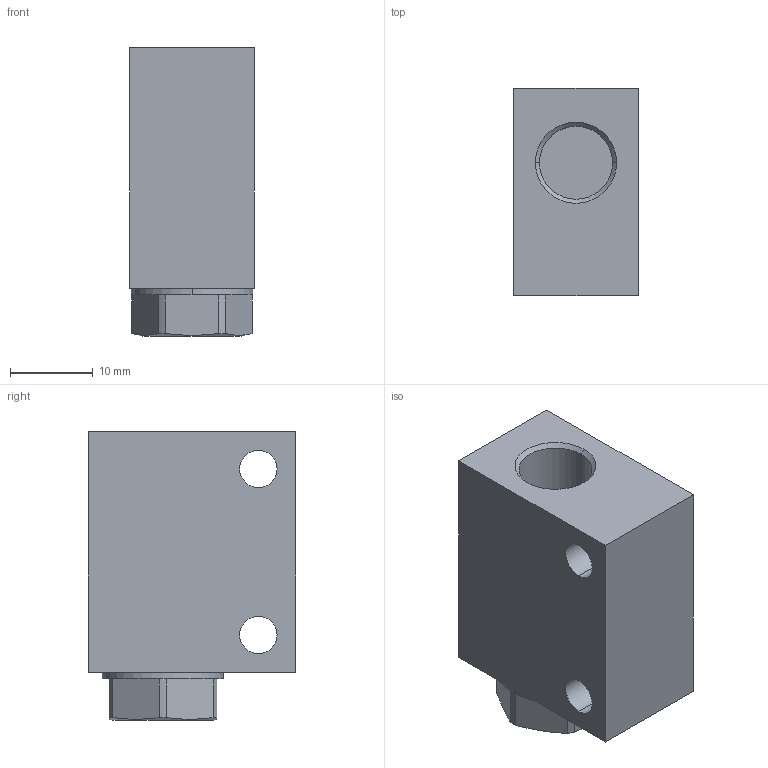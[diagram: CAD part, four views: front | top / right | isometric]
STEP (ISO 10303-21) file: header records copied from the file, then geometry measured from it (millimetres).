
FILE_DESCRIPTION (( 'STEP AP214' ), '1' );
FILE_NAME ('08_133_4.STEP', '2016-01-04T11:23:15', ( '' ), ( '' ), 'SwSTEP 2.0', 'SolidWorks 2016', '' );
FILE_SCHEMA (( 'AUTOMOTIVE_DESIGN' ));
Length unit declared in the file: millimetre
Products named in the file (1): 08_133_4
Bounding box: 15 x 25 x 34.8 mm (x, y, z)
Volume: 10215.2 mm3; surface area: 4134.2 mm2
Topology: 1 solids, 1 shells, 38 faces, 92 edges, 60 vertices
Faces by surface type: cylinder 16, plane 16, cone 6
Entity records: 1363 total; most frequent: CARTESIAN_POINT 219, DIRECTION 200, ORIENTED_EDGE 184, EDGE_CURVE 92, AXIS2_PLACEMENT_3D 77, VERTEX_POINT 60, EDGE_LOOP 46, VECTOR 46
